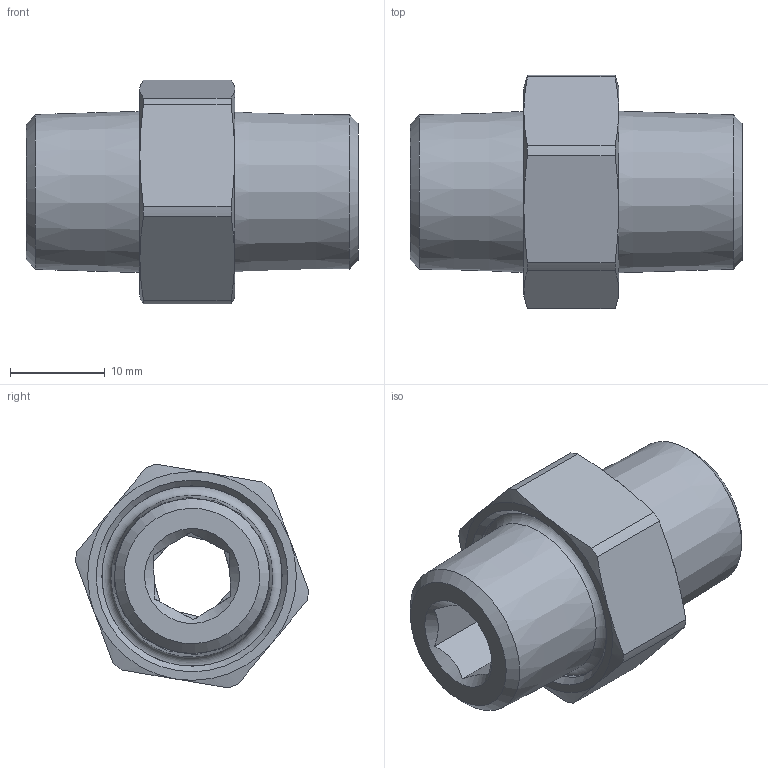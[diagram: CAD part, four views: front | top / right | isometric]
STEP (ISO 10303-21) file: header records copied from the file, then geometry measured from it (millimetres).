
FILE_DESCRIPTION(/* description */ (''),/* implementation_level */ '2;1');
FILE_NAME(/* name */ 'LD17_17K.stp',/* time_stamp */ '2017-10-27T07:56:15+02:00',/* author */ ('524656'),/* organization */ (''),/* preprocessor_version */ 'ST-DEVELOPER v16.5',/* originating_system */ 'Autodesk Inventor 2017',/* authorisation */ '');
FILE_SCHEMA (('AUTOMOTIVE_DESIGN { 1 0 10303 214 3 1 1 }'));
Length unit declared in the file: millimetre
Products named in the file (4): LD17_17K; ENZ20_17K; DNZ17K/M20; URZM20
Assembly tree (3 placements, depth 2):
  LD17_17K
    ENZ20_17K
    DNZ17K/M20
    URZM20
Bounding box: 35 x 24.61 x 23.59 mm (x, y, z)
Volume: 7045.9 mm3; surface area: 5604 mm2
Topology: 3 solids, 3 shells, 66 faces, 171 edges, 114 vertices
Faces by surface type: plane 27, cone 25, cylinder 11, torus 2, bspline 1
Full cylindrical faces by diameter (mm): 10 x1, 17.5 x1, 18.5 x1, 19 x1, 20 x1
Entity records: 1987 total; most frequent: CARTESIAN_POINT 506, ORIENTED_EDGE 298, DIRECTION 272, EDGE_CURVE 149, AXIS2_PLACEMENT_3D 124, VERTEX_POINT 112, EDGE_LOOP 95, FACE_OUTER_BOUND 66
